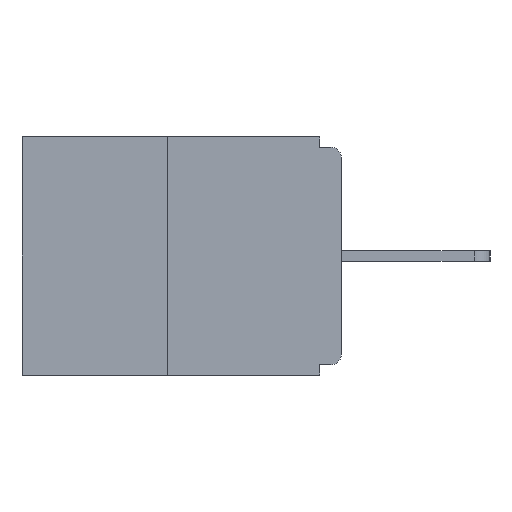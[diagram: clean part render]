
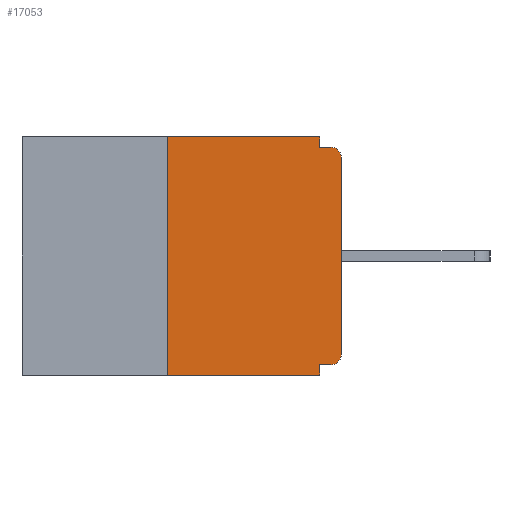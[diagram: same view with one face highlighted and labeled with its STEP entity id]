
A CAD part, left-side view. The second image highlights one B-rep face of the part: STEP entity #17053.
In plain terms, the highlighted planar face has unit normal (-1, 0, 0).
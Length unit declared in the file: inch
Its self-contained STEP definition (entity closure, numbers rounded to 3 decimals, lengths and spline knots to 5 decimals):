
#255 = CARTESIAN_POINT ( 'NONE',  ( 0., 0.25, -0.343 ) ) ;
#278 = FACE_OUTER_BOUND ( 'NONE', #5120, .T. ) ;
#490 = DIRECTION ( 'NONE',  ( 0., 0., 1. ) ) ;
#581 = VECTOR ( 'NONE', #7291, 39.37008 ) ;
#854 = AXIS2_PLACEMENT_3D ( 'NONE', #24173, #16939, #22544 ) ;
#984 = CARTESIAN_POINT ( 'NONE',  ( 0., 0.46, 0. ) ) ;
#1355 = DIRECTION ( 'NONE',  ( 0., -1., 0. ) ) ;
#1364 = ORIENTED_EDGE ( 'NONE', *, *, #18667, .F. ) ;
#1629 = CARTESIAN_POINT ( 'NONE',  ( 0., 0.46, -0.343 ) ) ;
#1918 = CARTESIAN_POINT ( 'NONE',  ( 0., 0.031, -0.343 ) ) ;
#2034 = LINE ( 'NONE', #19460, #9111 ) ;
#2157 = CARTESIAN_POINT ( 'NONE',  ( 0., 0.031, 0. ) ) ;
#2230 = LINE ( 'NONE', #21319, #15755 ) ;
#2300 = CARTESIAN_POINT ( 'NONE',  ( 0., 0.031, 0. ) ) ;
#2310 = DIRECTION ( 'NONE',  ( 1., 0., 0. ) ) ;
#2563 = VERTEX_POINT ( 'NONE', #1918 ) ;
#2696 = CARTESIAN_POINT ( 'NONE',  ( 0., 0.015, -0.015 ) ) ;
#3802 = CARTESIAN_POINT ( 'NONE',  ( 0., 0.031, -0.328 ) ) ;
#3921 = DIRECTION ( 'NONE',  ( 0., 0., -1. ) ) ;
#4183 = CARTESIAN_POINT ( 'NONE',  ( 0., 0.015, -0.313 ) ) ;
#4906 = CARTESIAN_POINT ( 'NONE',  ( 0., 0., -0.313 ) ) ;
#5120 = EDGE_LOOP ( 'NONE', ( #5855, #9571, #7731, #8323, #22491, #16252, #22985, #10375, #19909, #1364 ) ) ;
#5569 = CARTESIAN_POINT ( 'NONE',  ( 0., 0.015, -0.328 ) ) ;
#5855 = ORIENTED_EDGE ( 'NONE', *, *, #9909, .F. ) ;
#6100 = LINE ( 'NONE', #13738, #22418 ) ;
#6110 = DIRECTION ( 'NONE',  ( 0., 0., -1. ) ) ;
#6682 = VERTEX_POINT ( 'NONE', #2300 ) ;
#7207 = LINE ( 'NONE', #984, #10128 ) ;
#7291 = DIRECTION ( 'NONE',  ( 0., -1., 0. ) ) ;
#7731 = ORIENTED_EDGE ( 'NONE', *, *, #18929, .T. ) ;
#7753 = VECTOR ( 'NONE', #16350, 39.37008 ) ;
#7843 = DIRECTION ( 'NONE',  ( 0., 0., 1. ) ) ;
#8312 = AXIS2_PLACEMENT_3D ( 'NONE', #4183, #8365, #3921 ) ;
#8323 = ORIENTED_EDGE ( 'NONE', *, *, #18671, .F. ) ;
#8365 = DIRECTION ( 'NONE',  ( -1., 0., 0. ) ) ;
#8468 = EDGE_CURVE ( 'NONE', #19867, #11801, #2230, .T. ) ;
#9111 = VECTOR ( 'NONE', #6110, 39.37008 ) ;
#9392 = LINE ( 'NONE', #1629, #581 ) ;
#9571 = ORIENTED_EDGE ( 'NONE', *, *, #8468, .F. ) ;
#9909 = EDGE_CURVE ( 'NONE', #11801, #6682, #7207, .T. ) ;
#9991 = CARTESIAN_POINT ( 'NONE',  ( 0., 0.031, -0.015 ) ) ;
#10114 = VERTEX_POINT ( 'NONE', #5569 ) ;
#10128 = VECTOR ( 'NONE', #1355, 39.37008 ) ;
#10323 = PLANE ( 'NONE',  #20823 ) ;
#10375 = ORIENTED_EDGE ( 'NONE', *, *, #14311, .T. ) ;
#11801 = VERTEX_POINT ( 'NONE', #20920 ) ;
#11843 = CIRCLE ( 'NONE', #854, 0.015 ) ;
#12493 = VERTEX_POINT ( 'NONE', #2696 ) ;
#13738 = CARTESIAN_POINT ( 'NONE',  ( 0., 0., 0. ) ) ;
#13777 = DIRECTION ( 'NONE',  ( 0., 0., -1. ) ) ;
#13793 = EDGE_CURVE ( 'NONE', #10114, #18918, #21947, .T. ) ;
#13901 = CARTESIAN_POINT ( 'NONE',  ( 0., 0.46, 0. ) ) ;
#13920 = DIRECTION ( 'NONE',  ( 0., -1., 0. ) ) ;
#14117 = DIRECTION ( 'NONE',  ( 0., 0., -1. ) ) ;
#14311 = EDGE_CURVE ( 'NONE', #21754, #12493, #11843, .T. ) ;
#15215 = VECTOR ( 'NONE', #14117, 39.37008 ) ;
#15755 = VECTOR ( 'NONE', #7843, 39.37008 ) ;
#15781 = LINE ( 'NONE', #2157, #15215 ) ;
#16252 = ORIENTED_EDGE ( 'NONE', *, *, #19078, .T. ) ;
#16258 = EDGE_CURVE ( 'NONE', #23572, #21754, #6100, .T. ) ;
#16350 = DIRECTION ( 'NONE',  ( 0., 1., 0. ) ) ;
#16366 = VERTEX_POINT ( 'NONE', #9991 ) ;
#16623 = VECTOR ( 'NONE', #13920, 39.37008 ) ;
#16939 = DIRECTION ( 'NONE',  ( -1., 0., 0. ) ) ;
#17053 = ADVANCED_FACE ( 'NONE', ( #278 ), #10323, .F. ) ;
#17727 = LINE ( 'NONE', #17861, #16623 ) ;
#17861 = CARTESIAN_POINT ( 'NONE',  ( 0., 0., -0.015 ) ) ;
#18667 = EDGE_CURVE ( 'NONE', #6682, #16366, #15781, .T. ) ;
#18671 = EDGE_CURVE ( 'NONE', #18918, #2563, #2034, .T. ) ;
#18918 = VERTEX_POINT ( 'NONE', #3802 ) ;
#18929 = EDGE_CURVE ( 'NONE', #19867, #2563, #9392, .T. ) ;
#19078 = EDGE_CURVE ( 'NONE', #10114, #23572, #23328, .T. ) ;
#19460 = CARTESIAN_POINT ( 'NONE',  ( 0., 0.031, -0.343 ) ) ;
#19867 = VERTEX_POINT ( 'NONE', #255 ) ;
#19909 = ORIENTED_EDGE ( 'NONE', *, *, #24561, .F. ) ;
#20823 = AXIS2_PLACEMENT_3D ( 'NONE', #13901, #2310, #13777 ) ;
#20920 = CARTESIAN_POINT ( 'NONE',  ( 0., 0.25, 0. ) ) ;
#21319 = CARTESIAN_POINT ( 'NONE',  ( 0., 0.25, 0. ) ) ;
#21714 = CARTESIAN_POINT ( 'NONE',  ( 0., 0., -0.03 ) ) ;
#21754 = VERTEX_POINT ( 'NONE', #21714 ) ;
#21947 = LINE ( 'NONE', #23964, #7753 ) ;
#22418 = VECTOR ( 'NONE', #490, 39.37008 ) ;
#22491 = ORIENTED_EDGE ( 'NONE', *, *, #13793, .F. ) ;
#22544 = DIRECTION ( 'NONE',  ( 0., 0., -1. ) ) ;
#22985 = ORIENTED_EDGE ( 'NONE', *, *, #16258, .T. ) ;
#23328 = CIRCLE ( 'NONE', #8312, 0.015 ) ;
#23572 = VERTEX_POINT ( 'NONE', #4906 ) ;
#23964 = CARTESIAN_POINT ( 'NONE',  ( 0., 0., -0.328 ) ) ;
#24173 = CARTESIAN_POINT ( 'NONE',  ( 0., 0.015, -0.03 ) ) ;
#24561 = EDGE_CURVE ( 'NONE', #16366, #12493, #17727, .T. ) ;
